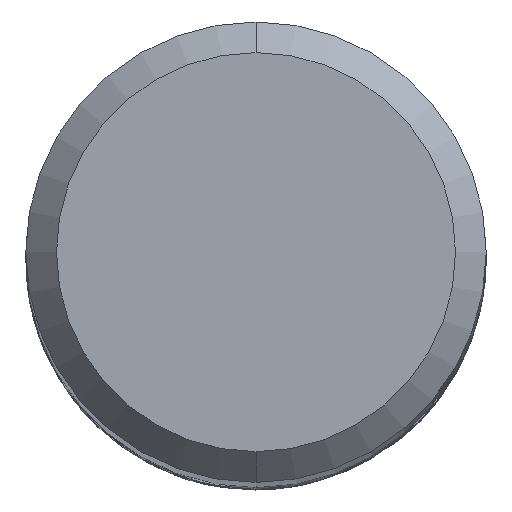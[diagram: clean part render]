
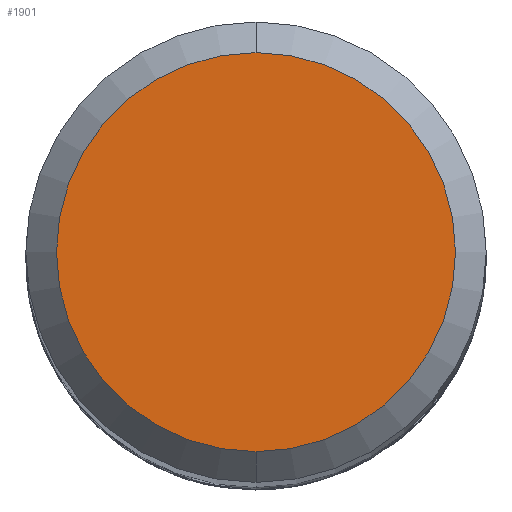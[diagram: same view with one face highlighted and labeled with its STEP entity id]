
A CAD part, top view. The second image highlights one B-rep face of the part: STEP entity #1901.
In plain terms, the highlighted planar face has unit normal (0, 0, 1).
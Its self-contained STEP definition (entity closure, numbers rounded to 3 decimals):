
#1473=VERTEX_POINT('',#3109);
#1515=VERTEX_POINT('',#3153);
#1859=EDGE_CURVE('',#1515,#1473,#3527,.T.);
#1901=ADVANCED_FACE('',(#3576),#3577,.T.);
#2119=EDGE_CURVE('',#1473,#1515,#3816,.T.);
#3109=CARTESIAN_POINT('',(0.0,2.6,0.0));
#3153=CARTESIAN_POINT('',(0.,-2.6,0.0));
#3527=CIRCLE('',#13921,2.6);
#3576=FACE_OUTER_BOUND('',#14414,.T.);
#3577=PLANE('',#14415);
#3816=CIRCLE('',#16375,2.6);
#13921=AXIS2_PLACEMENT_3D('',#20060,#20061,#20062);
#14414=EDGE_LOOP('',(#20121,#20122));
#14415=AXIS2_PLACEMENT_3D('',#20123,#20124,#20125);
#16375=AXIS2_PLACEMENT_3D('',#20399,#20400,#20401);
#20060=CARTESIAN_POINT('',(0.0,0.0,0.0));
#20061=DIRECTION('',(0.0,0.0,-1.0));
#20062=DIRECTION('',(0.0,1.0,0.0));
#20121=ORIENTED_EDGE('',*,*,#2119,.F.);
#20122=ORIENTED_EDGE('',*,*,#1859,.F.);
#20123=CARTESIAN_POINT('',(0.0,1.3,0.0));
#20124=DIRECTION('',(-0.0,0.0,1.0));
#20125=DIRECTION('',(0.0,-1.0,0.0));
#20399=CARTESIAN_POINT('',(0.0,0.0,0.0));
#20400=DIRECTION('',(0.0,0.0,-1.0));
#20401=DIRECTION('',(0.0,1.0,0.0));
